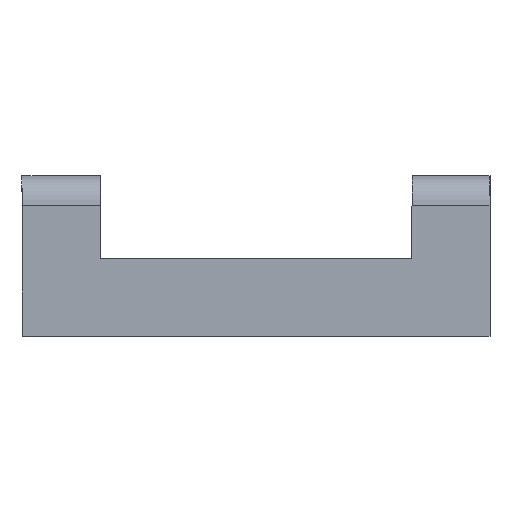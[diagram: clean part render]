
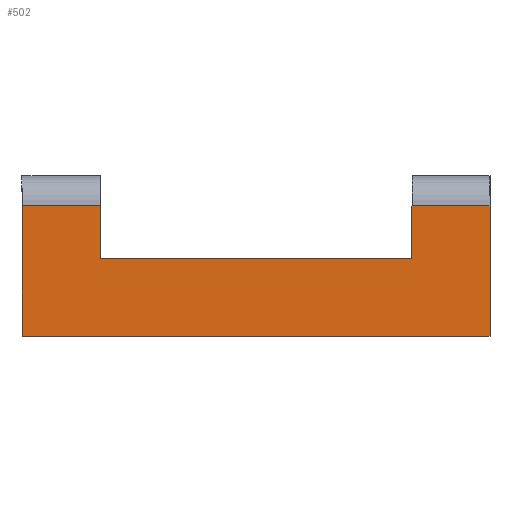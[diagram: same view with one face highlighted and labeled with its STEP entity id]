
A CAD part, top view. The second image highlights one B-rep face of the part: STEP entity #502.
In plain terms, the highlighted planar face has unit normal (0, 0, 1).
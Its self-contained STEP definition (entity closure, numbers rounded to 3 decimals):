
#452=AXIS2_PLACEMENT_3D('Plane Axis2P3D',#449,#450,#451) ;
#312=CARTESIAN_POINT('Vertex',(2.6,2.6,21.5)) ;
#338=CARTESIAN_POINT('Vertex',(2.6,4.35,21.5)) ;
#341=CARTESIAN_POINT('Line Origine',(2.6,3.475,21.5)) ;
#393=CARTESIAN_POINT('Vertex',(0.,4.35,21.5)) ;
#412=CARTESIAN_POINT('Vertex',(0.,0.,21.5)) ;
#415=CARTESIAN_POINT('Line Origine',(0.,2.175,21.5)) ;
#449=CARTESIAN_POINT('Axis2P3D Location',(1.2,0.,21.5)) ;
#454=CARTESIAN_POINT('Line Origine',(15.6,2.175,21.5)) ;
#458=CARTESIAN_POINT('Vertex',(15.6,0.,21.5)) ;
#460=CARTESIAN_POINT('Vertex',(15.6,4.35,21.5)) ;
#463=CARTESIAN_POINT('Line Origine',(14.3,4.35,21.5)) ;
#467=CARTESIAN_POINT('Vertex',(13.,4.35,21.5)) ;
#470=CARTESIAN_POINT('Line Origine',(13.,3.475,21.5)) ;
#474=CARTESIAN_POINT('Vertex',(13.,2.6,21.5)) ;
#477=CARTESIAN_POINT('Line Origine',(7.8,2.6,21.5)) ;
#482=CARTESIAN_POINT('Line Origine',(1.3,4.35,21.5)) ;
#487=CARTESIAN_POINT('Line Origine',(7.8,0.,21.5)) ;
#342=DIRECTION('Vector Direction',(0.,1.,0.)) ;
#416=DIRECTION('Vector Direction',(0.,-1.,0.)) ;
#450=DIRECTION('Axis2P3D Direction',(0.,0.,-1.)) ;
#451=DIRECTION('Axis2P3D XDirection',(1.,0.,0.)) ;
#455=DIRECTION('Vector Direction',(0.,1.,0.)) ;
#464=DIRECTION('Vector Direction',(-1.,0.,0.)) ;
#471=DIRECTION('Vector Direction',(0.,-1.,0.)) ;
#478=DIRECTION('Vector Direction',(-1.,0.,0.)) ;
#483=DIRECTION('Vector Direction',(-1.,0.,0.)) ;
#488=DIRECTION('Vector Direction',(1.,0.,0.)) ;
#343=VECTOR('Line Direction',#342,1.) ;
#417=VECTOR('Line Direction',#416,1.) ;
#456=VECTOR('Line Direction',#455,1.) ;
#465=VECTOR('Line Direction',#464,1.) ;
#472=VECTOR('Line Direction',#471,1.) ;
#479=VECTOR('Line Direction',#478,1.) ;
#484=VECTOR('Line Direction',#483,1.) ;
#489=VECTOR('Line Direction',#488,1.) ;
#493=ORIENTED_EDGE('',*,*,#462,.T.) ;
#494=ORIENTED_EDGE('',*,*,#469,.T.) ;
#495=ORIENTED_EDGE('',*,*,#476,.T.) ;
#496=ORIENTED_EDGE('',*,*,#481,.T.) ;
#497=ORIENTED_EDGE('',*,*,#345,.T.) ;
#498=ORIENTED_EDGE('',*,*,#486,.T.) ;
#499=ORIENTED_EDGE('',*,*,#419,.T.) ;
#500=ORIENTED_EDGE('',*,*,#491,.T.) ;
#502=ADVANCED_FACE('Jumper',(#501),#453,.F.) ;
#345=EDGE_CURVE('',#313,#339,#344,.T.) ;
#419=EDGE_CURVE('',#394,#413,#418,.T.) ;
#462=EDGE_CURVE('',#459,#461,#457,.T.) ;
#469=EDGE_CURVE('',#461,#468,#466,.T.) ;
#476=EDGE_CURVE('',#468,#475,#473,.T.) ;
#481=EDGE_CURVE('',#475,#313,#480,.T.) ;
#486=EDGE_CURVE('',#339,#394,#485,.T.) ;
#491=EDGE_CURVE('',#413,#459,#490,.T.) ;
#492=EDGE_LOOP('',(#493,#494,#495,#496,#497,#498,#499,#500)) ;
#501=FACE_OUTER_BOUND('',#492,.T.) ;
#344=LINE('Line',#341,#343) ;
#418=LINE('Line',#415,#417) ;
#457=LINE('Line',#454,#456) ;
#466=LINE('Line',#463,#465) ;
#473=LINE('Line',#470,#472) ;
#480=LINE('Line',#477,#479) ;
#485=LINE('Line',#482,#484) ;
#490=LINE('Line',#487,#489) ;
#453=PLANE('',#452) ;
#313=VERTEX_POINT('',#312) ;
#339=VERTEX_POINT('',#338) ;
#394=VERTEX_POINT('',#393) ;
#413=VERTEX_POINT('',#412) ;
#459=VERTEX_POINT('',#458) ;
#461=VERTEX_POINT('',#460) ;
#468=VERTEX_POINT('',#467) ;
#475=VERTEX_POINT('',#474) ;
